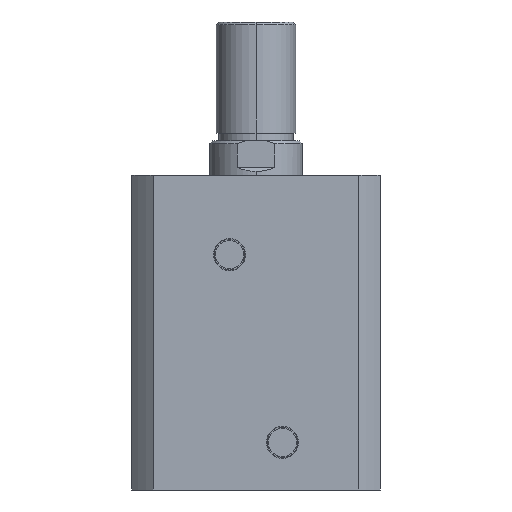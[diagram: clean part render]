
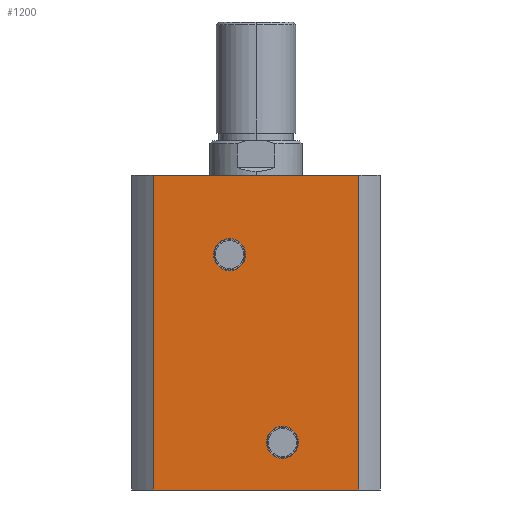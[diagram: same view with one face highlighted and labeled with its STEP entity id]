
A CAD part, left-side view. The second image highlights one B-rep face of the part: STEP entity #1200.
In plain terms, the highlighted planar face has unit normal (-1, 0, 0).
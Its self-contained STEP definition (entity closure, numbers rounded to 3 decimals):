
#187 = CARTESIAN_POINT ( 'NONE',  ( -47., 10., 89. ) ) ;
#188 = DIRECTION ( 'NONE',  ( -1., 0., 0. ) ) ;
#189 = DIRECTION ( 'NONE',  ( 0., 0., 1. ) ) ;
#275 = CARTESIAN_POINT ( 'NONE',  ( -47., -38.884, 119. ) ) ;
#446 = FACE_BOUND ( 'NONE', #3739, .T. ) ;
#449 = FACE_OUTER_BOUND ( 'NONE', #1495, .T. ) ;
#451 = FACE_BOUND ( 'NONE', #1508, .T. ) ;
#530 = CIRCLE ( 'NONE', #3518, 6.06 ) ;
#567 = CIRCLE ( 'NONE', #3504, 6.06 ) ;
#738 = EDGE_CURVE ( 'NONE', #2941, #2964, #2301, .T. ) ;
#740 = EDGE_CURVE ( 'NONE', #2950, #2930, #2304, .T. ) ;
#741 = EDGE_CURVE ( 'NONE', #2913, #2915, #2302, .T. ) ;
#742 = EDGE_CURVE ( 'NONE', #2964, #3017, #2305, .T. ) ;
#743 = EDGE_CURVE ( 'NONE', #2478, #3017, #2307, .T. ) ;
#744 = EDGE_CURVE ( 'NONE', #2941, #2478, #2306, .T. ) ;
#968 = CARTESIAN_POINT ( 'NONE',  ( -47., -10., 18. ) ) ;
#969 = DIRECTION ( 'NONE',  ( -1., 0., 0. ) ) ;
#970 = DIRECTION ( 'NONE',  ( 0., 0., 1. ) ) ;
#1200 = ADVANCED_FACE ( 'NONE', ( #446, #451, #449 ), #2069, .F. ) ;
#1255 = CARTESIAN_POINT ( 'NONE',  ( -47., -10., 24.06 ) ) ;
#1256 = CARTESIAN_POINT ( 'NONE',  ( -47., -10., 11.94 ) ) ;
#1270 = CARTESIAN_POINT ( 'NONE',  ( -47., 10., 82.94 ) ) ;
#1281 = CARTESIAN_POINT ( 'NONE',  ( -47., 38.884, 119. ) ) ;
#1290 = CARTESIAN_POINT ( 'NONE',  ( -47., 10., 95.06 ) ) ;
#1304 = CARTESIAN_POINT ( 'NONE',  ( -47., 38.884, 0. ) ) ;
#1357 = CARTESIAN_POINT ( 'NONE',  ( -47., -38.884, 0. ) ) ;
#1495 = EDGE_LOOP ( 'NONE', ( #2417, #2418, #2406, #2405 ) ) ;
#1508 = EDGE_LOOP ( 'NONE', ( #2416, #2394 ) ) ;
#1822 = EDGE_CURVE ( 'NONE', #2915, #2913, #530, .T. ) ;
#1866 = AXIS2_PLACEMENT_3D ( 'NONE', #3796, #3797, #3788 ) ;
#1867 = AXIS2_PLACEMENT_3D ( 'NONE', #3799, #3802, #3801 ) ;
#1890 = EDGE_CURVE ( 'NONE', #2930, #2950, #567, .T. ) ;
#2059 = DIRECTION ( 'NONE',  ( 1., 0., 0. ) ) ;
#2067 = CARTESIAN_POINT ( 'NONE',  ( -47., 0., 119. ) ) ;
#2069 = PLANE ( 'NONE',  #3557 ) ;
#2071 = DIRECTION ( 'NONE',  ( 0., 1., 0. ) ) ;
#2301 = LINE ( 'NONE', #2715, #2303 ) ;
#2302 = CIRCLE ( 'NONE', #1866, 6.06 ) ;
#2303 = VECTOR ( 'NONE', #2723, 1000. ) ;
#2304 = CIRCLE ( 'NONE', #1867, 6.06 ) ;
#2305 = LINE ( 'NONE', #3795, #2308 ) ;
#2306 = LINE ( 'NONE', #3800, #2312 ) ;
#2307 = LINE ( 'NONE', #3789, #2310 ) ;
#2308 = VECTOR ( 'NONE', #3791, 1000. ) ;
#2310 = VECTOR ( 'NONE', #2904, 1000. ) ;
#2312 = VECTOR ( 'NONE', #2902, 1000. ) ;
#2394 = ORIENTED_EDGE ( 'NONE', *, *, #1822, .F. ) ;
#2405 = ORIENTED_EDGE ( 'NONE', *, *, #738, .T. ) ;
#2406 = ORIENTED_EDGE ( 'NONE', *, *, #744, .F. ) ;
#2415 = ORIENTED_EDGE ( 'NONE', *, *, #1890, .F. ) ;
#2416 = ORIENTED_EDGE ( 'NONE', *, *, #741, .F. ) ;
#2417 = ORIENTED_EDGE ( 'NONE', *, *, #742, .T. ) ;
#2418 = ORIENTED_EDGE ( 'NONE', *, *, #743, .F. ) ;
#2430 = ORIENTED_EDGE ( 'NONE', *, *, #740, .F. ) ;
#2478 = VERTEX_POINT ( 'NONE', #275 ) ;
#2715 = CARTESIAN_POINT ( 'NONE',  ( -47., 38.884, 119. ) ) ;
#2723 = DIRECTION ( 'NONE',  ( 0., 0., -1. ) ) ;
#2902 = DIRECTION ( 'NONE',  ( 0., -1., 0. ) ) ;
#2904 = DIRECTION ( 'NONE',  ( 0., 0., -1. ) ) ;
#2913 = VERTEX_POINT ( 'NONE', #1255 ) ;
#2915 = VERTEX_POINT ( 'NONE', #1256 ) ;
#2930 = VERTEX_POINT ( 'NONE', #1270 ) ;
#2941 = VERTEX_POINT ( 'NONE', #1281 ) ;
#2950 = VERTEX_POINT ( 'NONE', #1290 ) ;
#2964 = VERTEX_POINT ( 'NONE', #1304 ) ;
#3017 = VERTEX_POINT ( 'NONE', #1357 ) ;
#3504 = AXIS2_PLACEMENT_3D ( 'NONE', #187, #188, #189 ) ;
#3518 = AXIS2_PLACEMENT_3D ( 'NONE', #968, #969, #970 ) ;
#3557 = AXIS2_PLACEMENT_3D ( 'NONE', #2067, #2059, #2071 ) ;
#3739 = EDGE_LOOP ( 'NONE', ( #2430, #2415 ) ) ;
#3788 = DIRECTION ( 'NONE',  ( 0., 0., 1. ) ) ;
#3789 = CARTESIAN_POINT ( 'NONE',  ( -47., -38.884, 119. ) ) ;
#3791 = DIRECTION ( 'NONE',  ( 0., -1., 0. ) ) ;
#3795 = CARTESIAN_POINT ( 'NONE',  ( -47., 0., 0. ) ) ;
#3796 = CARTESIAN_POINT ( 'NONE',  ( -47., -10., 18. ) ) ;
#3797 = DIRECTION ( 'NONE',  ( -1., 0., 0. ) ) ;
#3799 = CARTESIAN_POINT ( 'NONE',  ( -47., 10., 89. ) ) ;
#3800 = CARTESIAN_POINT ( 'NONE',  ( -47., 0., 119. ) ) ;
#3801 = DIRECTION ( 'NONE',  ( 0., 0., 1. ) ) ;
#3802 = DIRECTION ( 'NONE',  ( -1., 0., 0. ) ) ;
